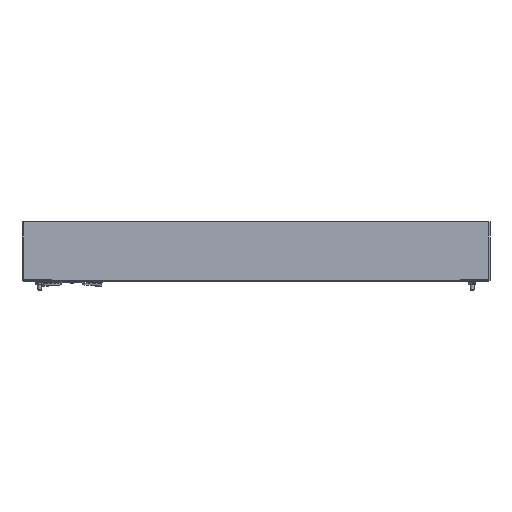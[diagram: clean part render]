
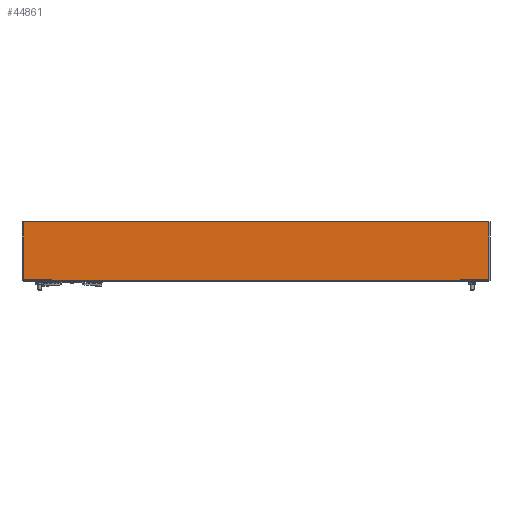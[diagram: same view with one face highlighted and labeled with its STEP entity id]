
A CAD part, front view. The second image highlights one B-rep face of the part: STEP entity #44861.
In plain terms, the highlighted planar face has unit normal (0, -1, 0).
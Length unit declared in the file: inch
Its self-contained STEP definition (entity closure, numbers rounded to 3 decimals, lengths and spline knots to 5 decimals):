
#633 = VECTOR ( 'NONE', #50213, 39.37008 ) ;
#3643 = EDGE_CURVE ( 'NONE', #12016, #51784, #24927, .T. ) ;
#4050 = LINE ( 'NONE', #55725, #58945 ) ;
#6920 = ORIENTED_EDGE ( 'NONE', *, *, #3643, .T. ) ;
#11041 = DIRECTION ( 'NONE',  ( 0., -1., 0. ) ) ;
#11212 = CARTESIAN_POINT ( 'NONE',  ( -13.75984, -33.36614, 1.73228 ) ) ;
#12016 = VERTEX_POINT ( 'NONE', #26762 ) ;
#12135 = LINE ( 'NONE', #16996, #12477 ) ;
#12423 = DIRECTION ( 'NONE',  ( -1., 0., 0. ) ) ;
#12477 = VECTOR ( 'NONE', #21577, 39.37008 ) ;
#13388 = LINE ( 'NONE', #36210, #633 ) ;
#13562 = FACE_OUTER_BOUND ( 'NONE', #38248, .T. ) ;
#14574 = CARTESIAN_POINT ( 'NONE',  ( -13.75984, -33.36614, -1.79134 ) ) ;
#16996 = CARTESIAN_POINT ( 'NONE',  ( 13.75984, -33.36614, -0.02953 ) ) ;
#18031 = DIRECTION ( 'NONE',  ( 0., 0., -1. ) ) ;
#19045 = CARTESIAN_POINT ( 'NONE',  ( 0., -33.36614, -0.02953 ) ) ;
#21577 = DIRECTION ( 'NONE',  ( 0., 0., 1. ) ) ;
#24927 = LINE ( 'NONE', #47428, #44220 ) ;
#26024 = EDGE_CURVE ( 'NONE', #29402, #32884, #13388, .T. ) ;
#26762 = CARTESIAN_POINT ( 'NONE',  ( 13.75984, -33.36614, 1.73228 ) ) ;
#27989 = ORIENTED_EDGE ( 'NONE', *, *, #33818, .T. ) ;
#28462 = DIRECTION ( 'NONE',  ( -1., 0., 0. ) ) ;
#29402 = VERTEX_POINT ( 'NONE', #14574 ) ;
#32884 = VERTEX_POINT ( 'NONE', #56552 ) ;
#33818 = EDGE_CURVE ( 'NONE', #51784, #29402, #4050, .T. ) ;
#34541 = ORIENTED_EDGE ( 'NONE', *, *, #26024, .T. ) ;
#36210 = CARTESIAN_POINT ( 'NONE',  ( 0., -33.36614, -1.79134 ) ) ;
#38248 = EDGE_LOOP ( 'NONE', ( #46349, #6920, #27989, #34541 ) ) ;
#41977 = AXIS2_PLACEMENT_3D ( 'NONE', #19045, #11041, #28462 ) ;
#44220 = VECTOR ( 'NONE', #12423, 39.37008 ) ;
#44861 = ADVANCED_FACE ( 'NONE', ( #13562 ), #51016, .T. ) ;
#46349 = ORIENTED_EDGE ( 'NONE', *, *, #50228, .T. ) ;
#47428 = CARTESIAN_POINT ( 'NONE',  ( 0., -33.36614, 1.73228 ) ) ;
#50213 = DIRECTION ( 'NONE',  ( 1., 0., 0. ) ) ;
#50228 = EDGE_CURVE ( 'NONE', #32884, #12016, #12135, .T. ) ;
#51016 = PLANE ( 'NONE',  #41977 ) ;
#51784 = VERTEX_POINT ( 'NONE', #11212 ) ;
#55725 = CARTESIAN_POINT ( 'NONE',  ( -13.75984, -33.36614, -0.02953 ) ) ;
#56552 = CARTESIAN_POINT ( 'NONE',  ( 13.75984, -33.36614, -1.79134 ) ) ;
#58945 = VECTOR ( 'NONE', #18031, 39.37008 ) ;
